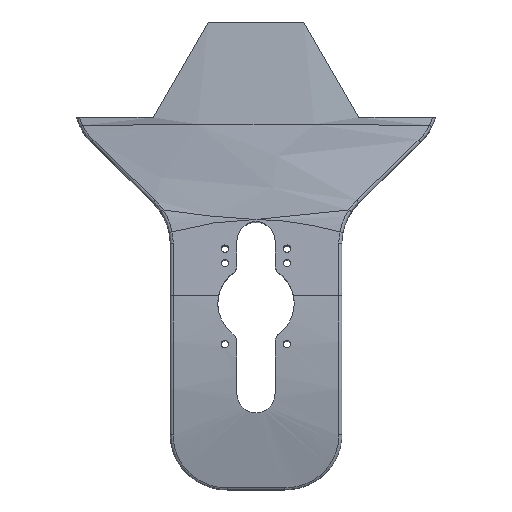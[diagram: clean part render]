
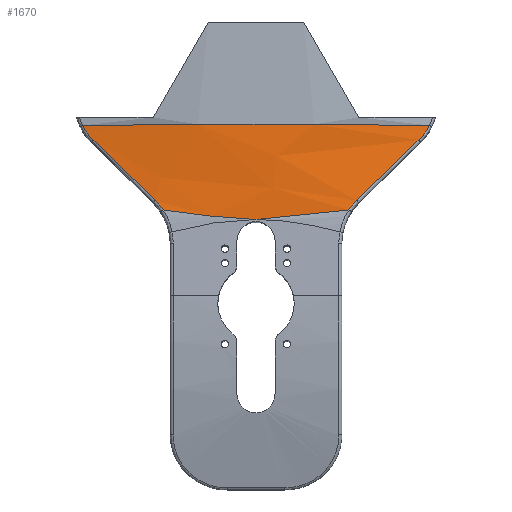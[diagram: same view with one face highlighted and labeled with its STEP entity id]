
A CAD part, front view. The second image highlights one B-rep face of the part: STEP entity #1670.
In plain terms, the highlighted free-form (B-spline) face has degree [3, 3] with [5, 4] control points.
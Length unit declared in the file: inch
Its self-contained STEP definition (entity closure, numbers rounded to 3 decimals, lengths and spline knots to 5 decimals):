
#77=CIRCLE('',#1725,22.8125);
#212=B_SPLINE_SURFACE_WITH_KNOTS('',3,3,((#4045,#4046,#4047,#4048),(#4049,
#4050,#4051,#4052),(#4053,#4054,#4055,#4056),(#4057,#4058,#4059,#4060),
(#4061,#4062,#4063,#4064)),.UNSPECIFIED.,.F.,.F.,.F.,(4,1,4),(4,4),(0.01086,
0.43012,0.98913),(0.,1.),
 .UNSPECIFIED.);
#297=FACE_OUTER_BOUND('',#404,.T.);
#404=EDGE_LOOP('',(#1428,#1429,#1430,#1431,#1432,#1433,#1434,#1435,#1436));
#591=B_SPLINE_CURVE_WITH_KNOTS('',3,(#3148,#3149,#3150,#3151),
 .UNSPECIFIED.,.F.,.F.,(4,4),(-1.21202,-0.00051),
 .UNSPECIFIED.);
#592=B_SPLINE_CURVE_WITH_KNOTS('',3,(#3175,#3176,#3177,#3178),
 .UNSPECIFIED.,.F.,.F.,(4,4),(-5.8774,0.),
 .UNSPECIFIED.);
#594=B_SPLINE_CURVE_WITH_KNOTS('',3,(#3206,#3207,#3208,#3209),
 .UNSPECIFIED.,.F.,.F.,(4,4),(-0.84176,0.),.UNSPECIFIED.);
#605=B_SPLINE_CURVE_WITH_KNOTS('',3,(#3449,#3450,#3451,#3452),
 .UNSPECIFIED.,.F.,.F.,(4,4),(0.,0.84176),.UNSPECIFIED.);
#607=B_SPLINE_CURVE_WITH_KNOTS('',3,(#3479,#3480,#3481,#3482),
 .UNSPECIFIED.,.F.,.F.,(4,4),(0.,5.8774),.UNSPECIFIED.);
#608=B_SPLINE_CURVE_WITH_KNOTS('',3,(#3503,#3504,#3505,#3506),
 .UNSPECIFIED.,.F.,.F.,(4,4),(-1.21202,0.),.UNSPECIFIED.);
#628=B_SPLINE_CURVE_WITH_KNOTS('',3,(#3973,#3974,#3975,#3976,#3977,#3978,
#3979,#3980,#3981),.UNSPECIFIED.,.F.,.F.,(4,1,1,1,2,4),(-5.80389,
-3.48233,-2.32156,-1.16078,0.,0.05343),
 .UNSPECIFIED.);
#631=B_SPLINE_CURVE_WITH_KNOTS('',3,(#4036,#4037,#4038,#4039,#4040,#4041,
#4042,#4043,#4044),.UNSPECIFIED.,.F.,.F.,(4,2,1,1,1,4),(-6.44236,
-6.38894,-5.22816,-4.06738,-2.9066,
-0.58505),.UNSPECIFIED.);
#664=VERTEX_POINT('',#2535);
#665=VERTEX_POINT('',#2542);
#724=VERTEX_POINT('',#3146);
#726=VERTEX_POINT('',#3173);
#728=VERTEX_POINT('',#3204);
#750=VERTEX_POINT('',#3412);
#752=VERTEX_POINT('',#3447);
#753=VERTEX_POINT('',#3477);
#779=VERTEX_POINT('',#3972);
#828=EDGE_CURVE('',#665,#664,#77,.T.);
#913=EDGE_CURVE('',#724,#665,#591,.T.);
#915=EDGE_CURVE('',#726,#724,#592,.T.);
#918=EDGE_CURVE('',#728,#726,#594,.T.);
#955=EDGE_CURVE('',#752,#750,#605,.T.);
#958=EDGE_CURVE('',#753,#752,#607,.T.);
#959=EDGE_CURVE('',#664,#753,#608,.T.);
#1014=EDGE_CURVE('',#750,#779,#628,.T.);
#1017=EDGE_CURVE('',#779,#728,#631,.T.);
#1428=ORIENTED_EDGE('',*,*,#959,.F.);
#1429=ORIENTED_EDGE('',*,*,#828,.F.);
#1430=ORIENTED_EDGE('',*,*,#913,.F.);
#1431=ORIENTED_EDGE('',*,*,#915,.F.);
#1432=ORIENTED_EDGE('',*,*,#918,.F.);
#1433=ORIENTED_EDGE('',*,*,#1017,.F.);
#1434=ORIENTED_EDGE('',*,*,#1014,.F.);
#1435=ORIENTED_EDGE('',*,*,#955,.F.);
#1436=ORIENTED_EDGE('',*,*,#958,.F.);
#1670=ADVANCED_FACE('',(#297),#212,.T.);
#1725=AXIS2_PLACEMENT_3D('',#2547,#1913,#1914);
#1913=DIRECTION('center_axis',(0.,0.07,0.998));
#1914=DIRECTION('ref_axis',(-0.208,-0.976,0.068));
#2535=CARTESIAN_POINT('',(4.54438,-0.40807,-10.46049));
#2542=CARTESIAN_POINT('',(-4.54394,-0.40816,-10.46048));
#2547=CARTESIAN_POINT('Origin',(0.,21.89276,
-12.01991));
#3146=CARTESIAN_POINT('',(-4.26978,-0.48732,-10.83923));
#3148=CARTESIAN_POINT('Ctrl Pts',(-4.26978,-0.48732,-10.83923));
#3149=CARTESIAN_POINT('Ctrl Pts',(-4.38155,-0.45781,
-10.73006));
#3150=CARTESIAN_POINT('Ctrl Pts',(-4.4749,-0.43043,
-10.60167));
#3151=CARTESIAN_POINT('Ctrl Pts',(-4.54429,-0.4081,-10.46066));
#3173=CARTESIAN_POINT('',(-2.63914,-0.91106,-12.4261));
#3175=CARTESIAN_POINT('Ctrl Pts',(-2.63914,-0.91106,
-12.4261));
#3176=CARTESIAN_POINT('Ctrl Pts',(-3.18472,-0.77321,
-11.89807));
#3177=CARTESIAN_POINT('Ctrl Pts',(-3.72756,-0.63051,
-11.36889));
#3178=CARTESIAN_POINT('Ctrl Pts',(-4.26978,-0.48732,
-10.83923));
#3204=CARTESIAN_POINT('',(-2.43028,-0.9735,-12.67422));
#3206=CARTESIAN_POINT('Ctrl Pts',(-2.43028,-0.9735,
-12.67422));
#3207=CARTESIAN_POINT('Ctrl Pts',(-2.49089,-0.95125,
-12.58519));
#3208=CARTESIAN_POINT('Ctrl Pts',(-2.56101,-0.9308,-12.50172));
#3209=CARTESIAN_POINT('Ctrl Pts',(-2.63914,-0.91106,
-12.4261));
#3412=CARTESIAN_POINT('',(2.43028,-0.9735,-12.67422));
#3447=CARTESIAN_POINT('',(2.63914,-0.91106,-12.4261));
#3449=CARTESIAN_POINT('Ctrl Pts',(2.63914,-0.91106,-12.4261));
#3450=CARTESIAN_POINT('Ctrl Pts',(2.56101,-0.9308,-12.50172));
#3451=CARTESIAN_POINT('Ctrl Pts',(2.49089,-0.95125,-12.58519));
#3452=CARTESIAN_POINT('Ctrl Pts',(2.43028,-0.9735,-12.67422));
#3477=CARTESIAN_POINT('',(4.26978,-0.48732,-10.83923));
#3479=CARTESIAN_POINT('Ctrl Pts',(4.26978,-0.48732,-10.83923));
#3480=CARTESIAN_POINT('Ctrl Pts',(3.72756,-0.63051,-11.36889));
#3481=CARTESIAN_POINT('Ctrl Pts',(3.18472,-0.77321,-11.89807));
#3482=CARTESIAN_POINT('Ctrl Pts',(2.63914,-0.91106,-12.4261));
#3503=CARTESIAN_POINT('Ctrl Pts',(4.54438,-0.40807,-10.46049));
#3504=CARTESIAN_POINT('Ctrl Pts',(4.47498,-0.43041,-10.60156));
#3505=CARTESIAN_POINT('Ctrl Pts',(4.38159,-0.4578,-10.73001));
#3506=CARTESIAN_POINT('Ctrl Pts',(4.26978,-0.48732,-10.83923));
#3972=CARTESIAN_POINT('',(0.,-1.03857,-12.9225));
#3973=CARTESIAN_POINT('Ctrl Pts',(2.43028,-0.9735,-12.67422));
#3974=CARTESIAN_POINT('Ctrl Pts',(2.09374,-0.996,-12.71529));
#3975=CARTESIAN_POINT('Ctrl Pts',(1.59248,-1.01911,-12.78228));
#3976=CARTESIAN_POINT('Ctrl Pts',(0.94827,-1.03315,-12.86354));
#3977=CARTESIAN_POINT('Ctrl Pts',(0.47858,-1.03776,-12.90957));
#3978=CARTESIAN_POINT('Ctrl Pts',(0.17338,-1.03853,-12.92197));
#3979=CARTESIAN_POINT('Ctrl Pts',(0.01402,-1.03856,
-12.92249));
#3980=CARTESIAN_POINT('Ctrl Pts',(0.00701,-1.03857,
-12.9225));
#3981=CARTESIAN_POINT('Ctrl Pts',(0.,-1.03857,
-12.9225));
#4036=CARTESIAN_POINT('Ctrl Pts',(0.,-1.03857,
-12.9225));
#4037=CARTESIAN_POINT('Ctrl Pts',(-0.00701,-1.03857,
-12.9225));
#4038=CARTESIAN_POINT('Ctrl Pts',(-0.01402,-1.03856,
-12.92249));
#4039=CARTESIAN_POINT('Ctrl Pts',(-0.17338,-1.03853,
-12.92197));
#4040=CARTESIAN_POINT('Ctrl Pts',(-0.47858,-1.03776,
-12.90957));
#4041=CARTESIAN_POINT('Ctrl Pts',(-0.94827,-1.03315,
-12.86354));
#4042=CARTESIAN_POINT('Ctrl Pts',(-1.59248,-1.01911,-12.78228));
#4043=CARTESIAN_POINT('Ctrl Pts',(-2.09374,-0.996,
-12.71529));
#4044=CARTESIAN_POINT('Ctrl Pts',(-2.43028,-0.9735,
-12.67422));
#4045=CARTESIAN_POINT('Ctrl Pts',(4.64825,-0.38676,-10.46198));
#4046=CARTESIAN_POINT('Ctrl Pts',(3.83254,-0.60403,-11.28215));
#4047=CARTESIAN_POINT('Ctrl Pts',(3.01682,-0.8213,-12.10233));
#4048=CARTESIAN_POINT('Ctrl Pts',(2.20111,-1.03857,-12.9225));
#4049=CARTESIAN_POINT('Ctrl Pts',(3.33887,-0.65861,-10.44297));
#4050=CARTESIAN_POINT('Ctrl Pts',(2.74998,-0.78525,-11.26948));
#4051=CARTESIAN_POINT('Ctrl Pts',(2.16111,-0.91192,-12.09599));
#4052=CARTESIAN_POINT('Ctrl Pts',(1.57222,-1.03857,-12.9225));
#4053=CARTESIAN_POINT('Ctrl Pts',(0.22758,-1.02445,-10.41739));
#4054=CARTESIAN_POINT('Ctrl Pts',(0.18666,-1.02921,-11.25242));
#4055=CARTESIAN_POINT('Ctrl Pts',(0.14574,-1.03381,-12.08747));
#4056=CARTESIAN_POINT('Ctrl Pts',(0.10481,-1.03857,-12.9225));
#4057=CARTESIAN_POINT('Ctrl Pts',(-2.90241,-0.74923,
-10.43663));
#4058=CARTESIAN_POINT('Ctrl Pts',(-2.38912,-0.84555,
-11.26526));
#4059=CARTESIAN_POINT('Ctrl Pts',(-1.87588,-0.94224,
-12.09387));
#4060=CARTESIAN_POINT('Ctrl Pts',(-1.36259,-1.03857,-12.9225));
#4061=CARTESIAN_POINT('Ctrl Pts',(-4.64825,-0.38676,
-10.46198));
#4062=CARTESIAN_POINT('Ctrl Pts',(-3.83254,-0.60403,-11.28215));
#4063=CARTESIAN_POINT('Ctrl Pts',(-3.01682,-0.8213,-12.10233));
#4064=CARTESIAN_POINT('Ctrl Pts',(-2.20111,-1.03857,-12.9225));
